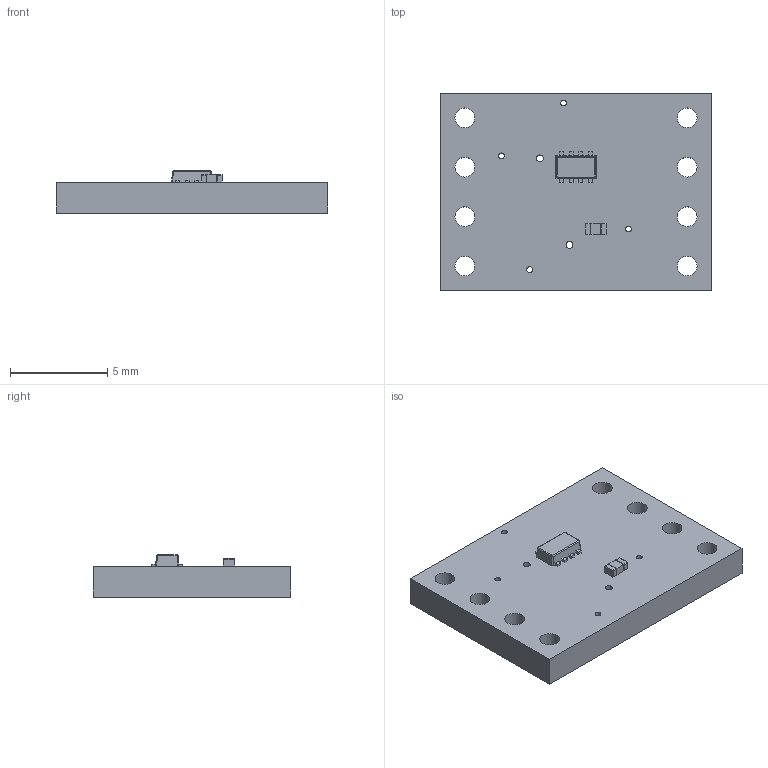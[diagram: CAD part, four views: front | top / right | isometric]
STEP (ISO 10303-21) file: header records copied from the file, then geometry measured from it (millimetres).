
FILE_DESCRIPTION(/* description */ (''),/* implementation_level */ '2;1');
FILE_NAME(/* name */ 'LM66200-Power-Swapper.step',/* time_stamp */ '2023-09-04T09:50:01+02:00',/* author */ (''),/* organization */ (''),/* preprocessor_version */ 'ST-DEVELOPER v20',/* originating_system */ 'Autodesk Translation Framework v12.9.0.99',/* authorisation */ '');
FILE_SCHEMA (('AUTOMOTIVE_DESIGN { 1 0 10303 214 3 1 1 }'));
Length unit declared in the file: millimetre
Products named in the file (9): LM66200-Power-Swapper; Board; Packages; LASKAKIT_HEART_3MM; LASKKIT_10MM_SILKSCREEN; SOTFL50P160X60-8N; FRAME-DRL0008A; BODY-SOT; R0402
Assembly tree (8 placements, depth 4):
  LM66200-Power-Swapper
    Board
    Packages
      LASKAKIT_HEART_3MM
      LASKKIT_10MM_SILKSCREEN
      SOTFL50P160X60-8N
        FRAME-DRL0008A
        BODY-SOT
      R0402
Bounding box: 13.97 x 10.16 x 2.17 mm (x, y, z)
Volume: 213.6 mm3; surface area: 408.3 mm2
Topology: 11 solids, 11 shells, 174 faces, 390 edges, 240 vertices
Faces by surface type: plane 108, cylinder 46, sphere 20
Full cylindrical faces by diameter (mm): 0.3 x4, 0.35 x2, 1.016 x8
Entity records: 5168 total; most frequent: DIRECTION 866, CARTESIAN_POINT 822, ORIENTED_EDGE 780, EDGE_CURVE 390, LINE 298, VECTOR 298, AXIS2_PLACEMENT_3D 284, VERTEX_POINT 240
